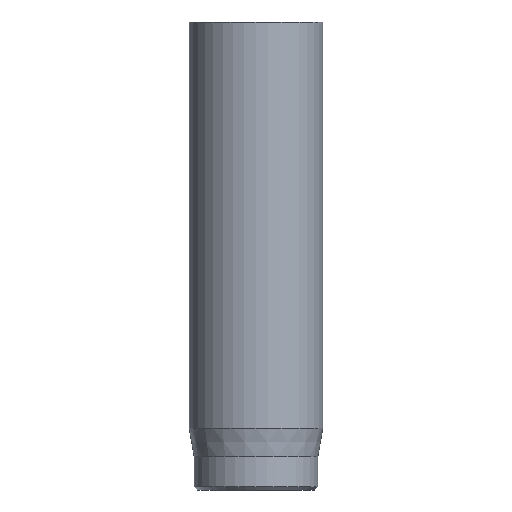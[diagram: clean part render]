
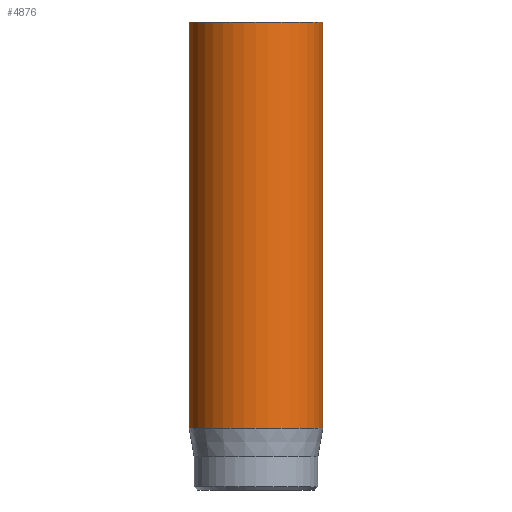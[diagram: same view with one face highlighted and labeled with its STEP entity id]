
A CAD part, front view. The second image highlights one B-rep face of the part: STEP entity #4876.
In plain terms, the highlighted cylindrical face has radius 2 mm (diameter 4 mm), a full revolution.
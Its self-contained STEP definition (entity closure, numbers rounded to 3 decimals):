
#44=CYLINDRICAL_SURFACE('',#5078,2.);
#47=CIRCLE('',#5048,2.);
#61=CIRCLE('',#5076,2.);
#62=CIRCLE('',#5077,2.);
#400=FACE_OUTER_BOUND('',#688,.T.);
#688=EDGE_LOOP('',(#4190,#4191,#4192,#4193,#4194));
#1035=LINE('',#8859,#1400);
#1400=VECTOR('',#5597,2.);
#2185=VERTEX_POINT('',#8804);
#2199=VERTEX_POINT('',#8853);
#2200=VERTEX_POINT('',#8854);
#2858=EDGE_CURVE('',#2185,#2185,#47,.T.);
#2879=EDGE_CURVE('',#2199,#2200,#61,.T.);
#2880=EDGE_CURVE('',#2200,#2199,#62,.T.);
#2882=EDGE_CURVE('',#2185,#2199,#1035,.T.);
#4190=ORIENTED_EDGE('',*,*,#2858,.T.);
#4191=ORIENTED_EDGE('',*,*,#2882,.T.);
#4192=ORIENTED_EDGE('',*,*,#2879,.T.);
#4193=ORIENTED_EDGE('',*,*,#2880,.T.);
#4194=ORIENTED_EDGE('',*,*,#2882,.F.);
#4876=ADVANCED_FACE('',(#400),#44,.T.);
#5048=AXIS2_PLACEMENT_3D('',#8805,#5527,#5528);
#5076=AXIS2_PLACEMENT_3D('',#8855,#5590,#5591);
#5077=AXIS2_PLACEMENT_3D('',#8856,#5592,#5593);
#5078=AXIS2_PLACEMENT_3D('',#8858,#5595,#5596);
#5527=DIRECTION('center_axis',(0.,0.,-1.));
#5528=DIRECTION('ref_axis',(-1.,0.,0.));
#5590=DIRECTION('center_axis',(0.,0.,1.));
#5591=DIRECTION('ref_axis',(-1.,0.,0.));
#5592=DIRECTION('center_axis',(0.,0.,1.));
#5593=DIRECTION('ref_axis',(-1.,0.,0.));
#5595=DIRECTION('center_axis',(0.,0.,1.));
#5596=DIRECTION('ref_axis',(-1.,0.,0.));
#5597=DIRECTION('',(0.,0.,-1.));
#8804=CARTESIAN_POINT('',(2.,0.,14.));
#8805=CARTESIAN_POINT('Origin',(0.,0.,14.));
#8853=CARTESIAN_POINT('',(2.,0.,1.851));
#8854=CARTESIAN_POINT('',(-2.,0.,1.851));
#8855=CARTESIAN_POINT('Origin',(0.,0.,1.851));
#8856=CARTESIAN_POINT('Origin',(0.,0.,1.851));
#8858=CARTESIAN_POINT('Origin',(0.,0.,0.));
#8859=CARTESIAN_POINT('',(2.,0.,0.));
